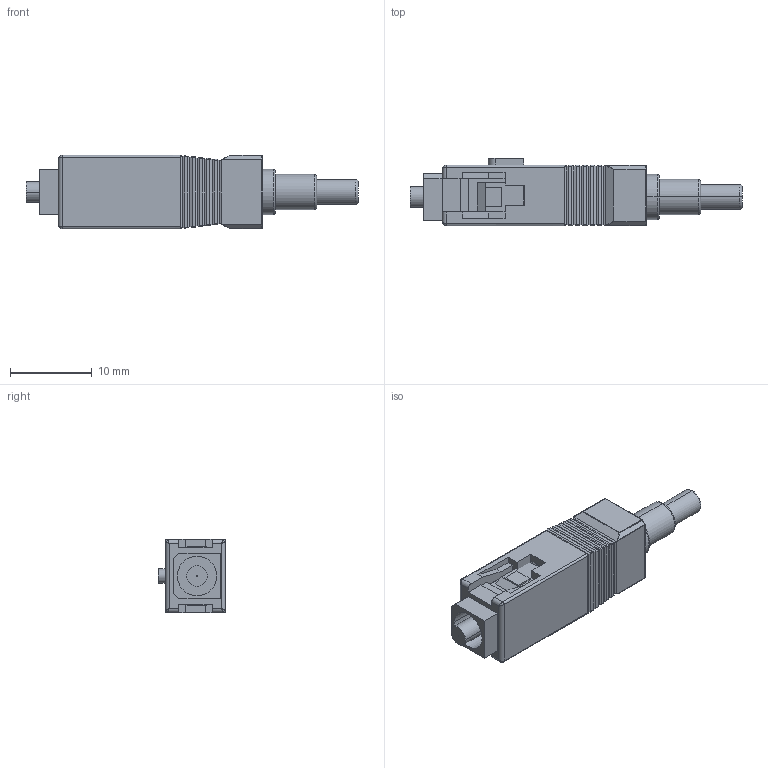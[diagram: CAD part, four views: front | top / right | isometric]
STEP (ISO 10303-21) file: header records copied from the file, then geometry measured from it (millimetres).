
FILE_DESCRIPTION (( 'STEP AP214' ), '1' );
FILE_NAME ('FOTRM-SCU_3D.STEP', '2020-11-11T17:07:36', ( '' ), ( '' ), 'SwSTEP 2.0', 'SolidWorks 2018', '' );
FILE_SCHEMA (( 'AUTOMOTIVE_DESIGN' ));
Length unit declared in the file: inch
Products named in the file (5): 1AF04-009_NO BOOT; 1AF04-009-MA2A; FOTRM-SCU_3D; 1AF04-009-MA1A; FOTRM-MA1
Assembly tree (4 placements, depth 3):
  FOTRM-SCU_3D
    1AF04-009_NO BOOT
      1AF04-009-MA2A
      1AF04-009-MA1A
    FOTRM-MA1
Bounding box: 40.69 x 8.25 x 9 mm (x, y, z)
Volume: 1482.9 mm3; surface area: 2763.1 mm2
Topology: 3 solids, 3 shells, 305 faces, 812 edges, 510 vertices
Faces by surface type: plane 196, cylinder 85, sphere 12, torus 6, bspline 4, cone 2
Entity records: 9813 total; most frequent: CARTESIAN_POINT 2091, ORIENTED_EDGE 1608, DIRECTION 1442, EDGE_CURVE 804, LINE 564, VECTOR 564, VERTEX_POINT 510, AXIS2_PLACEMENT_3D 439
